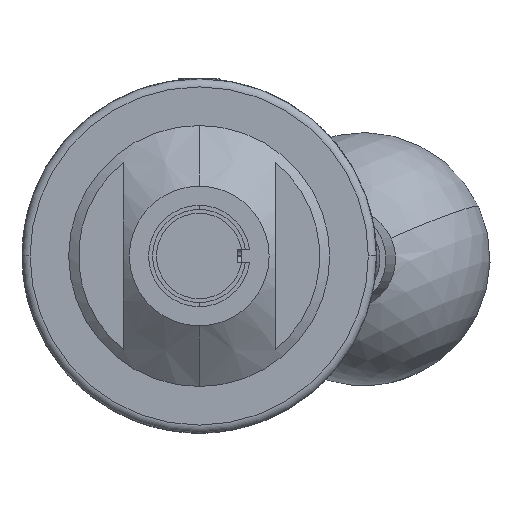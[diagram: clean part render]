
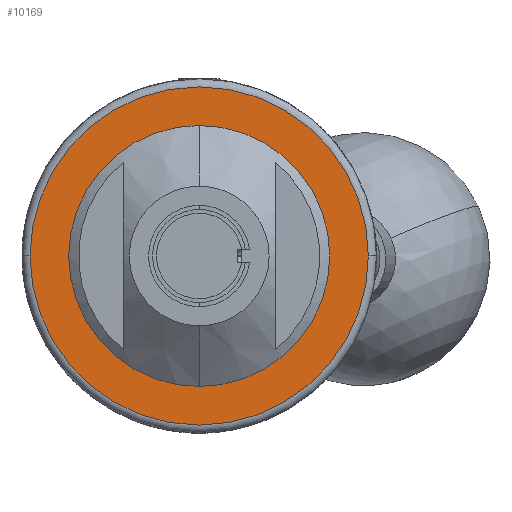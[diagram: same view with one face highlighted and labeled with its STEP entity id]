
A CAD part, left-side view. The second image highlights one B-rep face of the part: STEP entity #10169.
In plain terms, the highlighted planar face has unit normal (-1, 0, 0).
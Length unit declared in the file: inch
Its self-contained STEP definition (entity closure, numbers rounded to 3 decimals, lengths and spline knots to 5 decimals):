
#104 = ORIENTED_EDGE ( 'NONE', *, *, #10458, .T. ) ;
#170 = DIRECTION ( 'NONE',  ( 1., 0., 0. ) ) ;
#452 = CIRCLE ( 'NONE', #6955, 0.27344 ) ;
#787 = EDGE_LOOP ( 'NONE', ( #8481, #104 ) ) ;
#1328 = CARTESIAN_POINT ( 'NONE',  ( -2.918, -0.835, 0. ) ) ;
#1331 = EDGE_CURVE ( 'NONE', #11916, #12556, #6906, .T. ) ;
#1669 = AXIS2_PLACEMENT_3D ( 'NONE', #4653, #4725, #9922 ) ;
#2181 = DIRECTION ( 'NONE',  ( 0., -1., 0. ) ) ;
#2477 = CARTESIAN_POINT ( 'NONE',  ( -2.918, 0., -0.27344 ) ) ;
#3281 = FACE_OUTER_BOUND ( 'NONE', #787, .T. ) ;
#3354 = CARTESIAN_POINT ( 'NONE',  ( -2.918, 0., 0. ) ) ;
#3864 = CARTESIAN_POINT ( 'NONE',  ( -2.918, 0.835, 0. ) ) ;
#4083 = EDGE_CURVE ( 'NONE', #4614, #5262, #452, .T. ) ;
#4614 = VERTEX_POINT ( 'NONE', #13050 ) ;
#4653 = CARTESIAN_POINT ( 'NONE',  ( -2.918, 0., 0. ) ) ;
#4657 = EDGE_CURVE ( 'NONE', #5262, #4614, #8059, .T. ) ;
#4725 = DIRECTION ( 'NONE',  ( -1., 0., 0. ) ) ;
#5243 = AXIS2_PLACEMENT_3D ( 'NONE', #10787, #6399, #9794 ) ;
#5262 = VERTEX_POINT ( 'NONE', #2477 ) ;
#5324 = DIRECTION ( 'NONE',  ( 0., 0., -1. ) ) ;
#5452 = DIRECTION ( 'NONE',  ( -1., 0., 0. ) ) ;
#6252 = FACE_BOUND ( 'NONE', #7496, .T. ) ;
#6399 = DIRECTION ( 'NONE',  ( -1., 0., 0. ) ) ;
#6680 = ORIENTED_EDGE ( 'NONE', *, *, #4083, .F. ) ;
#6798 = DIRECTION ( 'NONE',  ( 0., -1., 0. ) ) ;
#6906 = CIRCLE ( 'NONE', #1669, 0.835 ) ;
#6955 = AXIS2_PLACEMENT_3D ( 'NONE', #3354, #5452, #5324 ) ;
#7476 = CARTESIAN_POINT ( 'NONE',  ( -2.918, 0., 0. ) ) ;
#7496 = EDGE_LOOP ( 'NONE', ( #8238, #6680 ) ) ;
#8059 = CIRCLE ( 'NONE', #5243, 0.27344 ) ;
#8238 = ORIENTED_EDGE ( 'NONE', *, *, #4657, .F. ) ;
#8481 = ORIENTED_EDGE ( 'NONE', *, *, #1331, .T. ) ;
#9490 = CARTESIAN_POINT ( 'NONE',  ( -2.918, -0.875, 0. ) ) ;
#9794 = DIRECTION ( 'NONE',  ( 0., 0., -1. ) ) ;
#9922 = DIRECTION ( 'NONE',  ( 0., -1., 0. ) ) ;
#9934 = CIRCLE ( 'NONE', #11853, 0.835 ) ;
#10169 = ADVANCED_FACE ( 'NONE', ( #6252, #3281 ), #10484, .F. ) ;
#10458 = EDGE_CURVE ( 'NONE', #12556, #11916, #9934, .T. ) ;
#10484 = PLANE ( 'NONE',  #12255 ) ;
#10787 = CARTESIAN_POINT ( 'NONE',  ( -2.918, 0., 0. ) ) ;
#11421 = DIRECTION ( 'NONE',  ( -1., 0., 0. ) ) ;
#11853 = AXIS2_PLACEMENT_3D ( 'NONE', #7476, #11421, #2181 ) ;
#11916 = VERTEX_POINT ( 'NONE', #1328 ) ;
#12255 = AXIS2_PLACEMENT_3D ( 'NONE', #9490, #170, #6798 ) ;
#12556 = VERTEX_POINT ( 'NONE', #3864 ) ;
#13050 = CARTESIAN_POINT ( 'NONE',  ( -2.918, 0., 0.27344 ) ) ;
